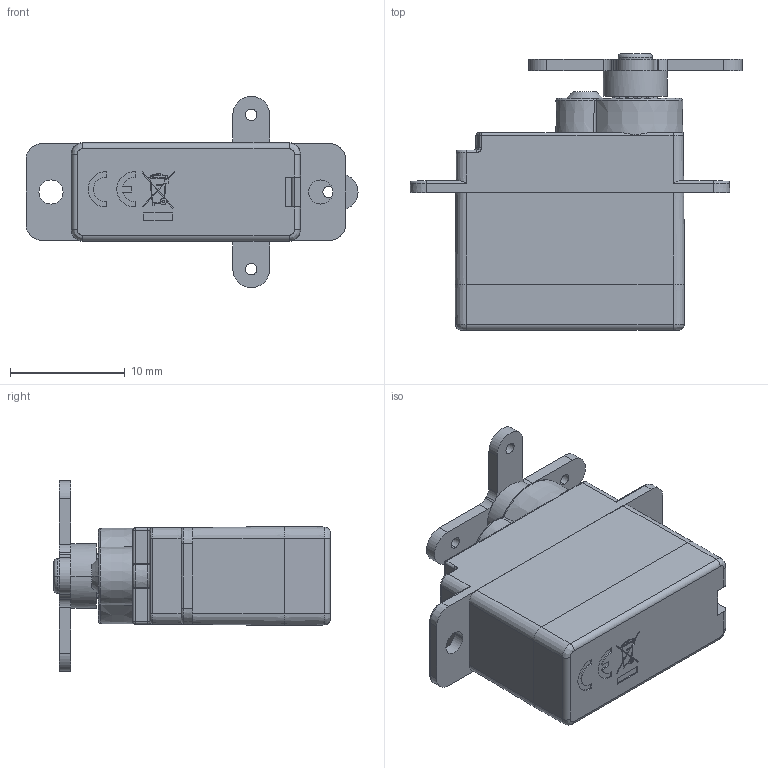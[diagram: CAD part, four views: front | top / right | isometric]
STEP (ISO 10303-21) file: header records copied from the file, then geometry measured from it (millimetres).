
FILE_DESCRIPTION((''),'2;1');
FILE_NAME('HS40_ASM','2018-05-09T',('servo-csw'),(''),'CREO PARAMETRIC BY PTC INC, 2016050','CREO PARAMETRIC BY PTC INC, 2016050','');
FILE_SCHEMA(('CONFIG_CONTROL_DESIGN'));
Length unit declared in the file: millimetre
Products named in the file (7): 120101030068_PC_HS40L; HS40G5; 120101020050_PC_HS40M_A; 120101010068_PC_HS40T_A; 120217000020_FS-X; 120202000049_18A_CBH_T1_7XL4; HS40_ASM
Assembly tree (6 placements, depth 2):
  HS40_ASM
    120101030068_PC_HS40L
    HS40G5
    120101020050_PC_HS40M_A
    120101010068_PC_HS40T_A
    120217000020_FS-X
    120202000049_18A_CBH_T1_7XL4
Bounding box: 28.94 x 24.1 x 16.66 mm (x, y, z)
Volume: 2882.8 mm3; surface area: 2933.9 mm2
Topology: 6 solids, 6 shells, 810 faces, 2213 edges, 1425 vertices
Faces by surface type: plane 538, cylinder 150, cone 54, sphere 24, bspline 22, torus 22
Entity records: 34526 total; most frequent: CARTESIAN_POINT 7958, ORIENTED_EDGE 4386, DIRECTION 4033, EDGE_CURVE 2193, PRESENTATION_STYLE_ASSIGNMENT 1957, STYLED_ITEM 1955, CURVE_STYLE 1944, VECTOR 1609
